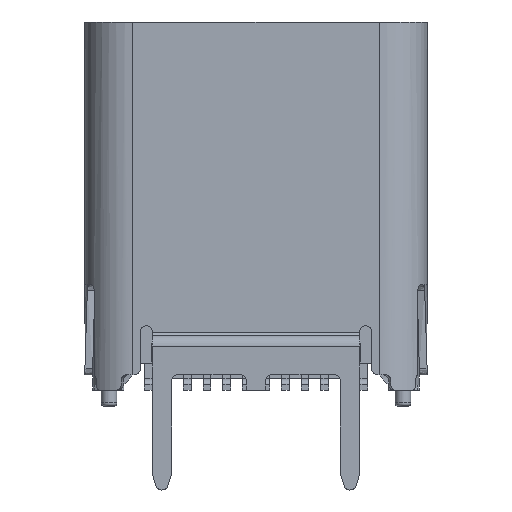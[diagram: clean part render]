
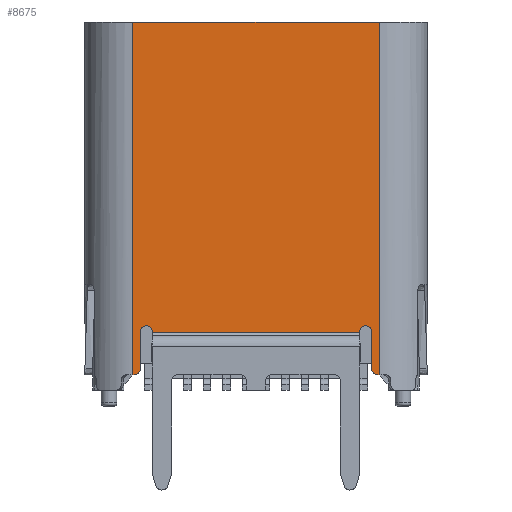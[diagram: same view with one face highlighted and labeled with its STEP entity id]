
A CAD part, front view. The second image highlights one B-rep face of the part: STEP entity #8675.
In plain terms, the highlighted planar face has unit normal (0, -1, 0).
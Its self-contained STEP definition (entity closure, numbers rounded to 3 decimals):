
#37 = AXIS2_PLACEMENT_3D ( 'NONE', #14951, #3672, #16890 ) ;
#72 = VERTEX_POINT ( 'NONE', #10956 ) ;
#305 = CARTESIAN_POINT ( 'NONE',  ( -2.95, -1.48, -8.85 ) ) ;
#514 = VERTEX_POINT ( 'NONE', #10143 ) ;
#853 = FACE_OUTER_BOUND ( 'NONE', #12825, .T. ) ;
#1096 = VERTEX_POINT ( 'NONE', #19700 ) ;
#1298 = CARTESIAN_POINT ( 'NONE',  ( -2.65, -1.48, -7.9 ) ) ;
#1517 = DIRECTION ( 'NONE',  ( 1., 0., 0. ) ) ;
#1676 = EDGE_CURVE ( 'NONE', #72, #14655, #22970, .T. ) ;
#1689 = CARTESIAN_POINT ( 'NONE',  ( -2.65, -1.48, -7.91 ) ) ;
#2276 = CARTESIAN_POINT ( 'NONE',  ( 3.14, -1.48, -9.4 ) ) ;
#2281 = DIRECTION ( 'NONE',  ( 0., 0., 1. ) ) ;
#2578 = VECTOR ( 'NONE', #5886, 1000. ) ;
#2585 = LINE ( 'NONE', #23938, #22056 ) ;
#2781 = CARTESIAN_POINT ( 'NONE',  ( 2.8, -1.48, -7.9 ) ) ;
#3043 = CARTESIAN_POINT ( 'NONE',  ( 2.8, -1.48, -7.75 ) ) ;
#3256 = LINE ( 'NONE', #10703, #12697 ) ;
#3383 = CARTESIAN_POINT ( 'NONE',  ( -2.8, -1.48, -7.9 ) ) ;
#3487 = CARTESIAN_POINT ( 'NONE',  ( 2.8, -1.48, -7.9 ) ) ;
#3672 = DIRECTION ( 'NONE',  ( 0., 1., 0. ) ) ;
#4021 = VERTEX_POINT ( 'NONE', #3043 ) ;
#4152 = EDGE_CURVE ( 'NONE', #8442, #12231, #11385, .T. ) ;
#4378 = LINE ( 'NONE', #19166, #23828 ) ;
#4626 = EDGE_CURVE ( 'NONE', #6036, #16879, #5187, .T. ) ;
#4693 = DIRECTION ( 'NONE',  ( 0., 0., -1. ) ) ;
#5003 = CIRCLE ( 'NONE', #14286, 0.15 ) ;
#5045 = VERTEX_POINT ( 'NONE', #10437 ) ;
#5073 = ORIENTED_EDGE ( 'NONE', *, *, #13435, .F. ) ;
#5187 = LINE ( 'NONE', #1689, #9586 ) ;
#5290 = DIRECTION ( 'NONE',  ( 0., 0., 1. ) ) ;
#5405 = DIRECTION ( 'NONE',  ( 0., 0., -1. ) ) ;
#5519 = DIRECTION ( 'NONE',  ( 1., 0., 0. ) ) ;
#5886 = DIRECTION ( 'NONE',  ( -1., 0., 0. ) ) ;
#6036 = VERTEX_POINT ( 'NONE', #6873 ) ;
#6074 = EDGE_CURVE ( 'NONE', #6840, #1096, #2585, .T. ) ;
#6743 = VECTOR ( 'NONE', #7978, 1000. ) ;
#6756 = VERTEX_POINT ( 'NONE', #20855 ) ;
#6840 = VERTEX_POINT ( 'NONE', #305 ) ;
#6873 = CARTESIAN_POINT ( 'NONE',  ( -2.65, -1.48, -7.91 ) ) ;
#6903 = DIRECTION ( 'NONE',  ( -1., 0., 0. ) ) ;
#6977 = CARTESIAN_POINT ( 'NONE',  ( -3.14, -1.48, -9.4 ) ) ;
#7364 = AXIS2_PLACEMENT_3D ( 'NONE', #6977, #23978, #12690 ) ;
#7614 = EDGE_CURVE ( 'NONE', #11565, #514, #12009, .T. ) ;
#7978 = DIRECTION ( 'NONE',  ( 0., 0., 1. ) ) ;
#8298 = LINE ( 'NONE', #14239, #8878 ) ;
#8409 = DIRECTION ( 'NONE',  ( 0., 0., -1. ) ) ;
#8442 = VERTEX_POINT ( 'NONE', #9440 ) ;
#8675 = ADVANCED_FACE ( 'NONE', ( #853 ), #14491, .T. ) ;
#8834 = CARTESIAN_POINT ( 'NONE',  ( -3.14, -1.48, 0. ) ) ;
#8878 = VECTOR ( 'NONE', #19863, 1000. ) ;
#8997 = DIRECTION ( 'NONE',  ( 0., -1., 0. ) ) ;
#9153 = CIRCLE ( 'NONE', #17876, 0.15 ) ;
#9440 = CARTESIAN_POINT ( 'NONE',  ( -2.8, -1.48, -7.75 ) ) ;
#9449 = EDGE_CURVE ( 'NONE', #24217, #14655, #4378, .T. ) ;
#9586 = VECTOR ( 'NONE', #5519, 1000. ) ;
#10079 = CARTESIAN_POINT ( 'NONE',  ( 3.14, -1.48, 0. ) ) ;
#10143 = CARTESIAN_POINT ( 'NONE',  ( 2.95, -1.48, -8.85 ) ) ;
#10437 = CARTESIAN_POINT ( 'NONE',  ( 3.1, -1.48, -9. ) ) ;
#10703 = CARTESIAN_POINT ( 'NONE',  ( -2.95, -1.48, -9. ) ) ;
#10956 = CARTESIAN_POINT ( 'NONE',  ( 3.14, -1.48, -9. ) ) ;
#11322 = CARTESIAN_POINT ( 'NONE',  ( 2.95, -1.48, -7.9 ) ) ;
#11385 = CIRCLE ( 'NONE', #21218, 0.15 ) ;
#11517 = ORIENTED_EDGE ( 'NONE', *, *, #15427, .F. ) ;
#11525 = ORIENTED_EDGE ( 'NONE', *, *, #24275, .T. ) ;
#11565 = VERTEX_POINT ( 'NONE', #11322 ) ;
#12009 = LINE ( 'NONE', #15930, #16426 ) ;
#12048 = LINE ( 'NONE', #17182, #2578 ) ;
#12231 = VERTEX_POINT ( 'NONE', #1298 ) ;
#12690 = DIRECTION ( 'NONE',  ( 1., 0., 0. ) ) ;
#12697 = VECTOR ( 'NONE', #6903, 1000. ) ;
#12825 = EDGE_LOOP ( 'NONE', ( #11517, #21977, #14789, #24098, #21916, #18147, #19779, #19737, #11525, #24280, #20860, #20458, #21158, #17413, #23701, #5073 ) ) ;
#12832 = DIRECTION ( 'NONE',  ( 0., -1., 0. ) ) ;
#12855 = EDGE_CURVE ( 'NONE', #514, #5045, #18093, .T. ) ;
#13305 = VERTEX_POINT ( 'NONE', #16274 ) ;
#13317 = AXIS2_PLACEMENT_3D ( 'NONE', #24118, #12832, #1517 ) ;
#13435 = EDGE_CURVE ( 'NONE', #13305, #24217, #17478, .T. ) ;
#13530 = CARTESIAN_POINT ( 'NONE',  ( 2.65, -1.48, -7.91 ) ) ;
#13611 = CIRCLE ( 'NONE', #37, 0.15 ) ;
#13655 = EDGE_CURVE ( 'NONE', #16879, #17674, #8298, .T. ) ;
#13829 = LINE ( 'NONE', #15526, #18265 ) ;
#13834 = EDGE_CURVE ( 'NONE', #1096, #8442, #13611, .T. ) ;
#14239 = CARTESIAN_POINT ( 'NONE',  ( 2.65, -1.48, -7.91 ) ) ;
#14286 = AXIS2_PLACEMENT_3D ( 'NONE', #3487, #16685, #5405 ) ;
#14491 = PLANE ( 'NONE',  #7364 ) ;
#14655 = VERTEX_POINT ( 'NONE', #10079 ) ;
#14789 = ORIENTED_EDGE ( 'NONE', *, *, #6074, .T. ) ;
#14951 = CARTESIAN_POINT ( 'NONE',  ( -2.8, -1.48, -7.9 ) ) ;
#15427 = EDGE_CURVE ( 'NONE', #6756, #13305, #3256, .T. ) ;
#15526 = CARTESIAN_POINT ( 'NONE',  ( -2.65, -1.48, -7.9 ) ) ;
#15930 = CARTESIAN_POINT ( 'NONE',  ( 2.95, -1.48, -9.4 ) ) ;
#15988 = DIRECTION ( 'NONE',  ( 0., 1., 0. ) ) ;
#16274 = CARTESIAN_POINT ( 'NONE',  ( -3.14, -1.48, -9. ) ) ;
#16294 = EDGE_CURVE ( 'NONE', #12231, #6036, #13829, .T. ) ;
#16426 = VECTOR ( 'NONE', #8409, 1000. ) ;
#16584 = DIRECTION ( 'NONE',  ( 0., 1., 0. ) ) ;
#16685 = DIRECTION ( 'NONE',  ( 0., 1., 0. ) ) ;
#16841 = EDGE_CURVE ( 'NONE', #72, #5045, #12048, .T. ) ;
#16879 = VERTEX_POINT ( 'NONE', #13530 ) ;
#16890 = DIRECTION ( 'NONE',  ( 0., 0., 1. ) ) ;
#17182 = CARTESIAN_POINT ( 'NONE',  ( 3.14, -1.48, -9. ) ) ;
#17413 = ORIENTED_EDGE ( 'NONE', *, *, #1676, .T. ) ;
#17478 = LINE ( 'NONE', #19214, #22456 ) ;
#17674 = VERTEX_POINT ( 'NONE', #23876 ) ;
#17876 = AXIS2_PLACEMENT_3D ( 'NONE', #2781, #15988, #4693 ) ;
#18093 = CIRCLE ( 'NONE', #13317, 0.15 ) ;
#18147 = ORIENTED_EDGE ( 'NONE', *, *, #16294, .T. ) ;
#18265 = VECTOR ( 'NONE', #23120, 1000. ) ;
#18960 = CIRCLE ( 'NONE', #21342, 0.15 ) ;
#19166 = CARTESIAN_POINT ( 'NONE',  ( -3.14, -1.48, 0. ) ) ;
#19214 = CARTESIAN_POINT ( 'NONE',  ( -3.14, -1.48, -9.4 ) ) ;
#19700 = CARTESIAN_POINT ( 'NONE',  ( -2.95, -1.48, -7.9 ) ) ;
#19737 = ORIENTED_EDGE ( 'NONE', *, *, #13655, .T. ) ;
#19779 = ORIENTED_EDGE ( 'NONE', *, *, #4626, .T. ) ;
#19863 = DIRECTION ( 'NONE',  ( 0., 0., 1. ) ) ;
#20262 = EDGE_CURVE ( 'NONE', #6756, #6840, #18960, .T. ) ;
#20325 = CARTESIAN_POINT ( 'NONE',  ( -3.1, -1.48, -8.85 ) ) ;
#20458 = ORIENTED_EDGE ( 'NONE', *, *, #12855, .T. ) ;
#20855 = CARTESIAN_POINT ( 'NONE',  ( -3.1, -1.48, -9. ) ) ;
#20860 = ORIENTED_EDGE ( 'NONE', *, *, #7614, .T. ) ;
#21062 = DIRECTION ( 'NONE',  ( 1., 0., 0. ) ) ;
#21066 = EDGE_CURVE ( 'NONE', #4021, #11565, #9153, .T. ) ;
#21158 = ORIENTED_EDGE ( 'NONE', *, *, #16841, .F. ) ;
#21218 = AXIS2_PLACEMENT_3D ( 'NONE', #3383, #16584, #5290 ) ;
#21342 = AXIS2_PLACEMENT_3D ( 'NONE', #20325, #8997, #22198 ) ;
#21916 = ORIENTED_EDGE ( 'NONE', *, *, #4152, .T. ) ;
#21977 = ORIENTED_EDGE ( 'NONE', *, *, #20262, .T. ) ;
#22056 = VECTOR ( 'NONE', #22190, 1000. ) ;
#22190 = DIRECTION ( 'NONE',  ( 0., 0., 1. ) ) ;
#22198 = DIRECTION ( 'NONE',  ( 1., 0., 0. ) ) ;
#22456 = VECTOR ( 'NONE', #2281, 1000. ) ;
#22970 = LINE ( 'NONE', #2276, #6743 ) ;
#23120 = DIRECTION ( 'NONE',  ( 0., 0., -1. ) ) ;
#23701 = ORIENTED_EDGE ( 'NONE', *, *, #9449, .F. ) ;
#23828 = VECTOR ( 'NONE', #21062, 1000. ) ;
#23876 = CARTESIAN_POINT ( 'NONE',  ( 2.65, -1.48, -7.9 ) ) ;
#23938 = CARTESIAN_POINT ( 'NONE',  ( -2.95, -1.48, -9.4 ) ) ;
#23978 = DIRECTION ( 'NONE',  ( 0., -1., 0. ) ) ;
#24098 = ORIENTED_EDGE ( 'NONE', *, *, #13834, .T. ) ;
#24118 = CARTESIAN_POINT ( 'NONE',  ( 3.1, -1.48, -8.85 ) ) ;
#24217 = VERTEX_POINT ( 'NONE', #8834 ) ;
#24275 = EDGE_CURVE ( 'NONE', #17674, #4021, #5003, .T. ) ;
#24280 = ORIENTED_EDGE ( 'NONE', *, *, #21066, .T. ) ;
